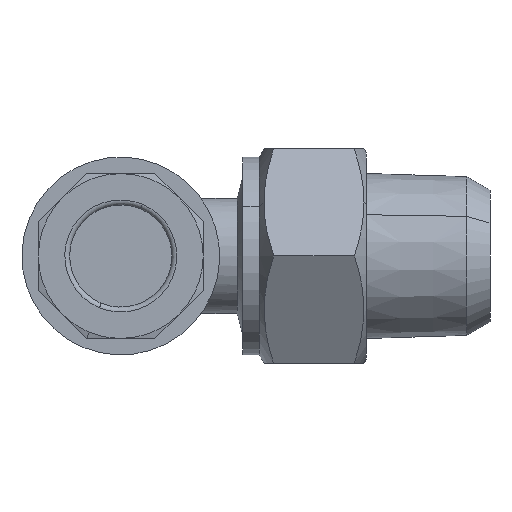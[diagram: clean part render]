
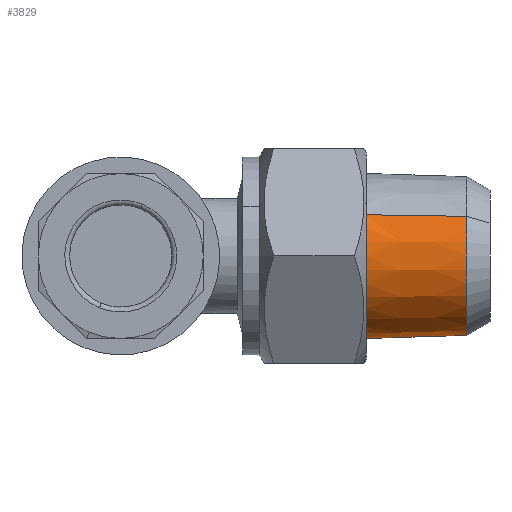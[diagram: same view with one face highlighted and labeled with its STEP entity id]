
A CAD part, left-side view. The second image highlights one B-rep face of the part: STEP entity #3829.
In plain terms, the highlighted conical face has half-angle 1.79 degrees and reference radius 4.815 mm.
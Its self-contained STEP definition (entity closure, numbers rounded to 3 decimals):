
#44 = CARTESIAN_POINT ( 'NONE',  ( -4.17, 0.012, 2.408 ) ) ;
#84 = CARTESIAN_POINT ( 'NONE',  ( 4.17, 0.012, -2.408 ) ) ;
#1283 = DIRECTION ( 'NONE',  ( 0.027, 1., -0.016 ) ) ;
#1290 = DIRECTION ( 'NONE',  ( -0.027, 1., 0.016 ) ) ;
#1291 = CARTESIAN_POINT ( 'NONE',  ( 4.17, 0.012, -2.408 ) ) ;
#1295 = CARTESIAN_POINT ( 'NONE',  ( -4.17, 0.012, 2.408 ) ) ;
#1433 = LINE ( 'NONE', #1291, #1440 ) ;
#1440 = VECTOR ( 'NONE', #1283, 1000. ) ;
#1441 = LINE ( 'NONE', #1295, #1443 ) ;
#1443 = VECTOR ( 'NONE', #1290, 1000. ) ;
#1464 = CIRCLE ( 'NONE', #2485, 4.815 ) ;
#1465 = CIRCLE ( 'NONE', #2486, 5.005 ) ;
#1628 = CARTESIAN_POINT ( 'NONE',  ( 0., 0.012, 0. ) ) ;
#1629 = DIRECTION ( 'NONE',  ( 0., -1., 0. ) ) ;
#1630 = DIRECTION ( 'NONE',  ( 0.866, 0., -0.5 ) ) ;
#1632 = CARTESIAN_POINT ( 'NONE',  ( 0., 6.1, 0. ) ) ;
#1633 = DIRECTION ( 'NONE',  ( 0., -1., 0. ) ) ;
#1634 = DIRECTION ( 'NONE',  ( 0.866, 0., -0.5 ) ) ;
#1763 = VERTEX_POINT ( 'NONE', #44 ) ;
#1771 = VERTEX_POINT ( 'NONE', #84 ) ;
#1911 = ORIENTED_EDGE ( 'NONE', *, *, #4009, .F. ) ;
#1912 = ORIENTED_EDGE ( 'NONE', *, *, #4035, .F. ) ;
#1913 = ORIENTED_EDGE ( 'NONE', *, *, #4011, .T. ) ;
#1914 = ORIENTED_EDGE ( 'NONE', *, *, #4036, .T. ) ;
#2218 = CARTESIAN_POINT ( 'NONE',  ( -4.335, 6.1, 2.503 ) ) ;
#2222 = CARTESIAN_POINT ( 'NONE',  ( 4.335, 6.1, -2.503 ) ) ;
#2257 = FACE_OUTER_BOUND ( 'NONE', #3697, .T. ) ;
#2266 = CONICAL_SURFACE ( 'NONE', #5017, 4.815, 0.031 ) ;
#2485 = AXIS2_PLACEMENT_3D ( 'NONE', #1628, #1629, #1630 ) ;
#2486 = AXIS2_PLACEMENT_3D ( 'NONE', #1632, #1633, #1634 ) ;
#2911 = VERTEX_POINT ( 'NONE', #2218 ) ;
#2915 = VERTEX_POINT ( 'NONE', #2222 ) ;
#3697 = EDGE_LOOP ( 'NONE', ( #1911, #1912, #1913, #1914 ) ) ;
#3829 = ADVANCED_FACE ( 'NONE', ( #2257 ), #2266, .T. ) ;
#4009 = EDGE_CURVE ( 'NONE', #1771, #2915, #1433, .T. ) ;
#4011 = EDGE_CURVE ( 'NONE', #1763, #2911, #1441, .T. ) ;
#4035 = EDGE_CURVE ( 'NONE', #1763, #1771, #1464, .T. ) ;
#4036 = EDGE_CURVE ( 'NONE', #2911, #2915, #1465, .T. ) ;
#4539 = CARTESIAN_POINT ( 'NONE',  ( 0., 0.012, 0. ) ) ;
#4542 = DIRECTION ( 'NONE',  ( 0., 1., 0. ) ) ;
#4555 = DIRECTION ( 'NONE',  ( -0.866, 0., 0.5 ) ) ;
#5017 = AXIS2_PLACEMENT_3D ( 'NONE', #4539, #4542, #4555 ) ;
